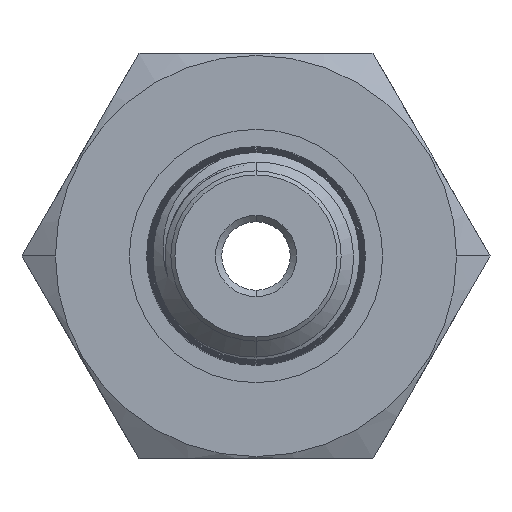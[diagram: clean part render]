
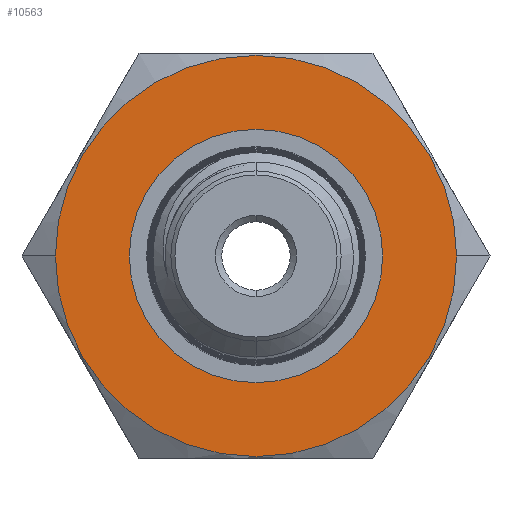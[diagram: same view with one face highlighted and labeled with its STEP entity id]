
A CAD part, left-side view. The second image highlights one B-rep face of the part: STEP entity #10563.
In plain terms, the highlighted planar face has unit normal (-1, 0, 0).
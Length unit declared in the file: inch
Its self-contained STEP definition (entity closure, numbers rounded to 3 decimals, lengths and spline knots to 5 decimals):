
#97 = EDGE_LOOP ( 'NONE', ( #9488, #10974 ) ) ;
#225 = AXIS2_PLACEMENT_3D ( 'NONE', #2897, #5099, #3858 ) ;
#297 = DIRECTION ( 'NONE',  ( -1., 0., 0. ) ) ;
#337 = CARTESIAN_POINT ( 'NONE',  ( -1.31, 0., 0.281 ) ) ;
#529 = AXIS2_PLACEMENT_3D ( 'NONE', #2739, #14259, #2538 ) ;
#663 = CARTESIAN_POINT ( 'NONE',  ( -1.31, 0.495, 0. ) ) ;
#687 = VERTEX_POINT ( 'NONE', #5359 ) ;
#1264 = CARTESIAN_POINT ( 'NONE',  ( -1.31, -0.495, 0. ) ) ;
#1527 = CARTESIAN_POINT ( 'NONE',  ( -1.31, 0.495, 0. ) ) ;
#1861 = EDGE_LOOP ( 'NONE', ( #8247, #14928 ) ) ;
#1960 = CARTESIAN_POINT ( 'NONE',  ( -1.31, 0., 0. ) ) ;
#2516 = EDGE_CURVE ( 'NONE', #9828, #687, #5622, .T. ) ;
#2538 = DIRECTION ( 'NONE',  ( 0., -1., 0. ) ) ;
#2739 = CARTESIAN_POINT ( 'NONE',  ( -1.31, 0., 0. ) ) ;
#2897 = CARTESIAN_POINT ( 'NONE',  ( -1.31, 0., 0. ) ) ;
#2971 = PLANE ( 'NONE',  #7618 ) ;
#3090 = DIRECTION ( 'NONE',  ( 0., 0., 1. ) ) ;
#3102 = EDGE_CURVE ( 'NONE', #687, #9828, #14838, .T. ) ;
#3511 = CIRCLE ( 'NONE', #529, 0.495 ) ;
#3858 = DIRECTION ( 'NONE',  ( 0., 0., 1. ) ) ;
#5049 = DIRECTION ( 'NONE',  ( 0., -1., 0. ) ) ;
#5099 = DIRECTION ( 'NONE',  ( -1., 0., 0. ) ) ;
#5144 = FACE_BOUND ( 'NONE', #97, .T. ) ;
#5359 = CARTESIAN_POINT ( 'NONE',  ( -1.31, 0., -0.281 ) ) ;
#5622 = CIRCLE ( 'NONE', #11347, 0.281 ) ;
#6145 = VERTEX_POINT ( 'NONE', #1264 ) ;
#6170 = CARTESIAN_POINT ( 'NONE',  ( -1.31, 0., 0. ) ) ;
#7594 = VERTEX_POINT ( 'NONE', #1527 ) ;
#7618 = AXIS2_PLACEMENT_3D ( 'NONE', #663, #14581, #13322 ) ;
#8247 = ORIENTED_EDGE ( 'NONE', *, *, #13179, .T. ) ;
#9488 = ORIENTED_EDGE ( 'NONE', *, *, #2516, .F. ) ;
#9693 = EDGE_CURVE ( 'NONE', #6145, #7594, #3511, .T. ) ;
#9828 = VERTEX_POINT ( 'NONE', #337 ) ;
#10120 = DIRECTION ( 'NONE',  ( -1., 0., 0. ) ) ;
#10563 = ADVANCED_FACE ( 'NONE', ( #12755, #5144 ), #2971, .F. ) ;
#10974 = ORIENTED_EDGE ( 'NONE', *, *, #3102, .F. ) ;
#11347 = AXIS2_PLACEMENT_3D ( 'NONE', #1960, #10120, #3090 ) ;
#11838 = CIRCLE ( 'NONE', #12959, 0.495 ) ;
#12755 = FACE_OUTER_BOUND ( 'NONE', #1861, .T. ) ;
#12959 = AXIS2_PLACEMENT_3D ( 'NONE', #6170, #297, #5049 ) ;
#13179 = EDGE_CURVE ( 'NONE', #7594, #6145, #11838, .T. ) ;
#13322 = DIRECTION ( 'NONE',  ( 0., 1., 0. ) ) ;
#14259 = DIRECTION ( 'NONE',  ( -1., 0., 0. ) ) ;
#14581 = DIRECTION ( 'NONE',  ( 1., 0., 0. ) ) ;
#14838 = CIRCLE ( 'NONE', #225, 0.281 ) ;
#14928 = ORIENTED_EDGE ( 'NONE', *, *, #9693, .T. ) ;
